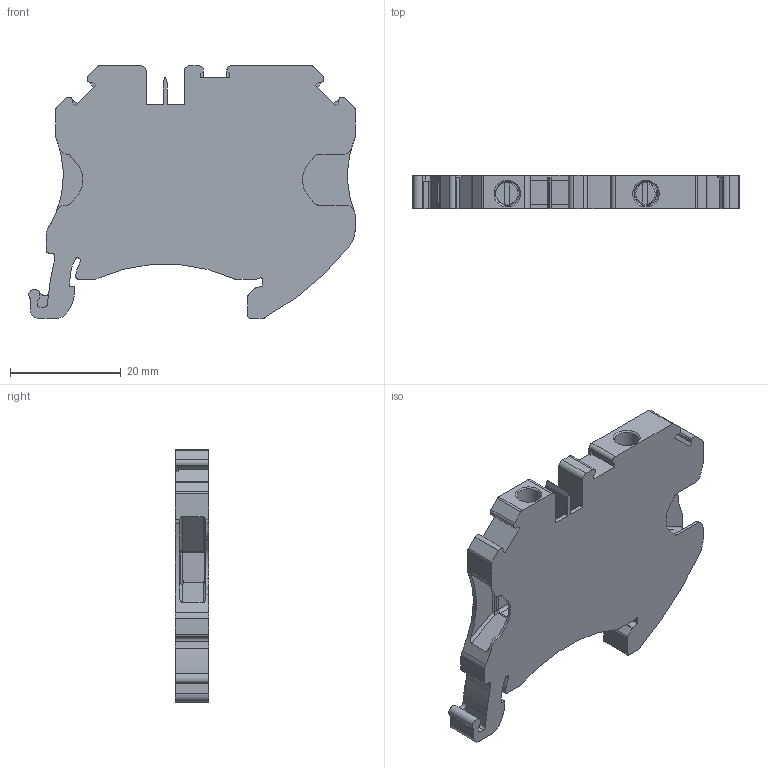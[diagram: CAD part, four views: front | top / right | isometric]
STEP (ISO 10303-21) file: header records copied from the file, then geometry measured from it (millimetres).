
FILE_DESCRIPTION(/* description */ ('Unknown'),/* implementation_level */ '2;1');
FILE_NAME(/* name */ 'TQ4+D_3D_SOLID',/* time_stamp */ '2025-12-26T15:15:31+06:00',/* author */ ('Unknown'),/* organization */ ('Unknown'),/* preprocessor_version */ 'ST-DEVELOPER v16.7',/* originating_system */ 'Solid Edge',/* authorisation */ 'Unknown');
FILE_SCHEMA (('AUTOMOTIVE_DESIGN {1 0 10303 214 3 1 1}'));
Length unit declared in the file: millimetre
Products named in the file (1): TQ4+D_3D_SOLID
Bounding box: 58.85 x 6 x 45.5 mm (x, y, z)
Volume: 9891.4 mm3; surface area: 6715.4 mm2
Topology: 1 solids, 2 shells, 270 faces, 736 edges, 474 vertices
Faces by surface type: plane 121, cylinder 110, bspline 21, torus 9, sphere 7, cone 2
Full cylindrical faces by diameter (mm): 3 x2, 3.5 x2, 4 x2, 4.3 x2
Entity records: 10562 total; most frequent: CARTESIAN_POINT 1867, ORIENTED_EDGE 1430, DIRECTION 1426, EDGE_CURVE 715, AXIS2_PLACEMENT_3D 507, VERTEX_POINT 467, LINE 412, VECTOR 412
